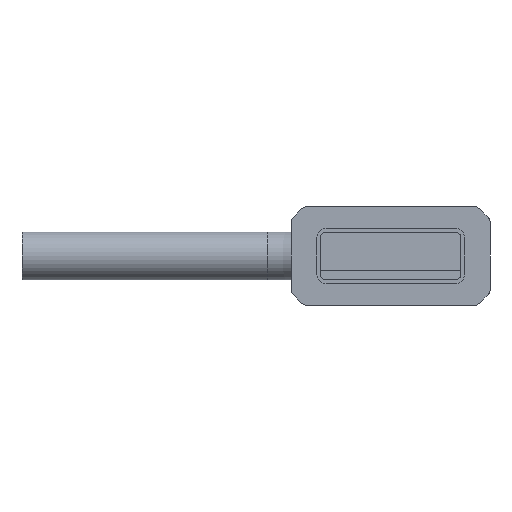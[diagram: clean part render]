
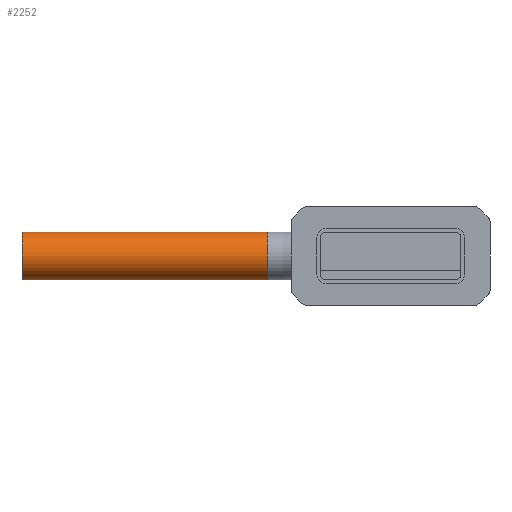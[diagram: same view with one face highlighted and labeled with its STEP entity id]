
A CAD part, front view. The second image highlights one B-rep face of the part: STEP entity #2252.
In plain terms, the highlighted cylindrical face has radius 1.95 mm (diameter 3.9 mm), a full revolution.
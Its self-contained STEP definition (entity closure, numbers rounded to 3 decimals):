
#562=FACE_BOUND('',#704,.T.);
#577=FACE_OUTER_BOUND('',#703,.T.);
#703=EDGE_LOOP('',(#1443));
#704=EDGE_LOOP('',(#1444));
#844=CIRCLE('',#2381,1.95);
#845=CIRCLE('',#2382,1.95);
#914=VERTEX_POINT('',#3255);
#915=VERTEX_POINT('',#3257);
#1122=EDGE_CURVE('',#914,#914,#844,.T.);
#1123=EDGE_CURVE('',#915,#915,#845,.T.);
#1443=ORIENTED_EDGE('',*,*,#1122,.F.);
#1444=ORIENTED_EDGE('',*,*,#1123,.T.);
#2085=CYLINDRICAL_SURFACE('',#2380,1.95);
#2252=ADVANCED_FACE('',(#577,#562),#2085,.T.);
#2380=AXIS2_PLACEMENT_3D('',#3254,#2602,#2603);
#2381=AXIS2_PLACEMENT_3D('',#3256,#2604,#2605);
#2382=AXIS2_PLACEMENT_3D('',#3258,#2606,#2607);
#2602=DIRECTION('center_axis',(-1.,0.,0.));
#2603=DIRECTION('ref_axis',(0.,-1.,0.));
#2604=DIRECTION('center_axis',(-1.,0.,0.));
#2605=DIRECTION('ref_axis',(0.,-1.,0.));
#2606=DIRECTION('center_axis',(-1.,0.,0.));
#2607=DIRECTION('ref_axis',(0.,-1.,0.));
#3254=CARTESIAN_POINT('Origin',(-1.92,69.78,4.));
#3255=CARTESIAN_POINT('',(-21.92,71.73,4.));
#3256=CARTESIAN_POINT('Origin',(-21.92,69.78,4.));
#3257=CARTESIAN_POINT('',(-1.92,71.73,4.));
#3258=CARTESIAN_POINT('Origin',(-1.92,69.78,4.));
